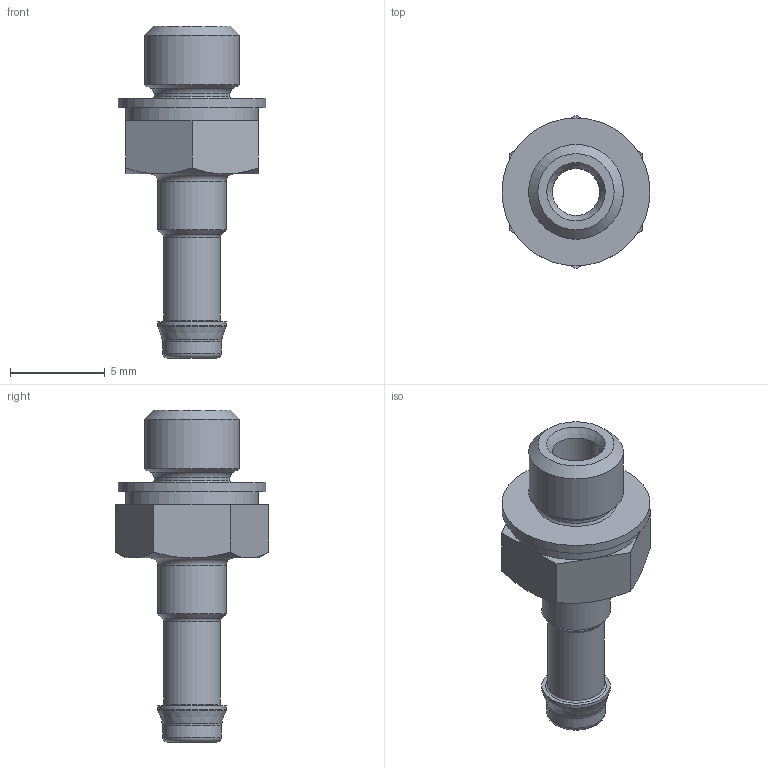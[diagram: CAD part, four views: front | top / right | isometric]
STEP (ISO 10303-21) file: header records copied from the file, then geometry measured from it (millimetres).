
FILE_DESCRIPTION(/* description */ ('STEP AP214'),/* implementation_level */ '2;1');
FILE_NAME(/* name */ '12255_CN-M5-PK-3',/* time_stamp */ '2024-08-06T15:20:32+02:00',/* author */ ('License CC BY-ND 4.0'),/* organization */ ('CADENAS'),/* preprocessor_version */ 'ST-DEVELOPER v19.3',/* originating_system */ 'PARTsolutions',/* authorisation */ ' ');
FILE_SCHEMA (('AUTOMOTIVE_DESIGN {1 0 10303 214 3 1 1}'));
Length unit declared in the file: millimetre
Products named in the file (1): 12255 CN-M5-PK-3
Bounding box: 7.8 x 8.08 x 17.5 mm (x, y, z)
Volume: 232.5 mm3; surface area: 487.3 mm2
Topology: 1 solids, 1 shells, 48 faces, 95 edges, 53 vertices
Faces by surface type: plane 18, cone 12, cylinder 10, torus 8
Full cylindrical faces by diameter (mm): 2.5 x1, 3 x1, 3.1 x1, 3.6 x2, 4 x1, 4.3 x1, 5 x1, 7 x1, 7.8 x1
Entity records: 1138 total; most frequent: CARTESIAN_POINT 209, DIRECTION 198, ORIENTED_EDGE 142, AXIS2_PLACEMENT_3D 90, EDGE_LOOP 78, FACE_BOUND 78, EDGE_CURVE 71, VERTEX_POINT 53
